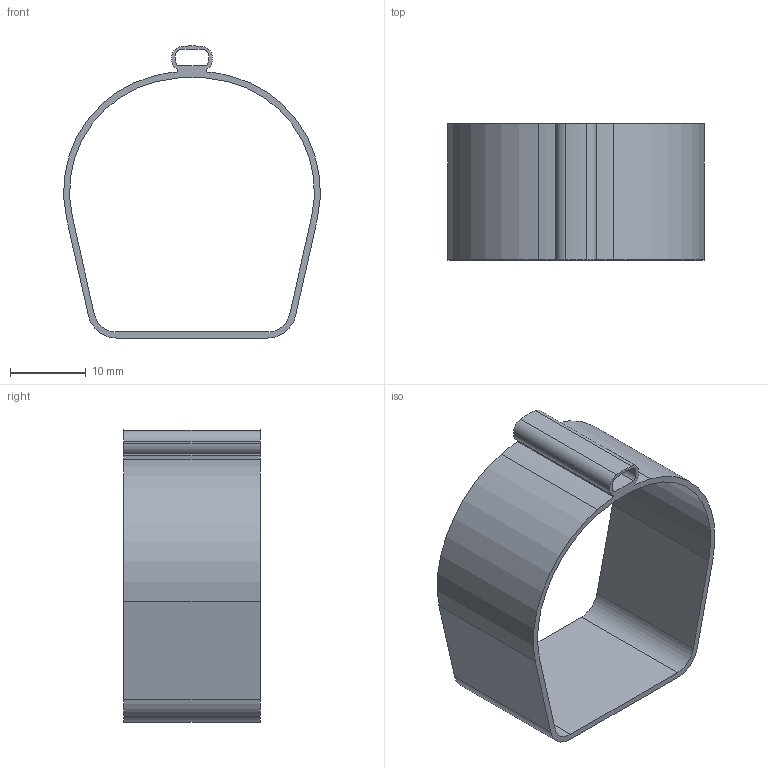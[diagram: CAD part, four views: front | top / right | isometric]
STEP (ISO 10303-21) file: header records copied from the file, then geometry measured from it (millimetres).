
FILE_DESCRIPTION(('CATIA V5R24 STEP','CAx-IF Rec.Pracs.--- Model Styling and Organization---1.2---2011-12-15'),'2;1');
FILE_NAME ('D1449747_0_1192780000_1192780000.stp','2015-11-26T07:58:42+00:00',('none'),('Weidmueller'),'CATIA Version 5-6 Release 2014 SP4','CATIA V5 STEP AP214','none');
FILE_SCHEMA(('AUTOMOTIVE_DESIGN { 1 0 10303 214 1 1 1 1 }'));
Length unit declared in the file: millimetre
Products named in the file (1): TM 8/18 HF
Bounding box: 33.96 x 18 x 38.64 mm (x, y, z)
Volume: 1754.9 mm3; surface area: 4623.4 mm2
Topology: 1 solids, 1 shells, 36 faces, 102 edges, 68 vertices
Faces by surface type: cylinder 21, plane 15
Entity records: 1214 total; most frequent: CARTESIAN_POINT 206, ORIENTED_EDGE 204, DIRECTION 172, EDGE_CURVE 102, AXIS2_PLACEMENT_3D 78, VERTEX_POINT 68, VECTOR 60, LINE 60
